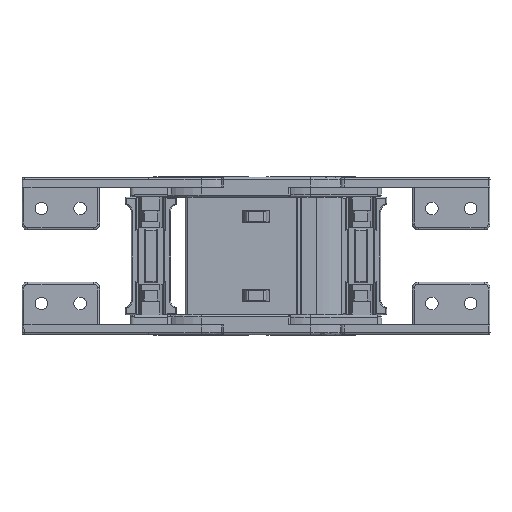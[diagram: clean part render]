
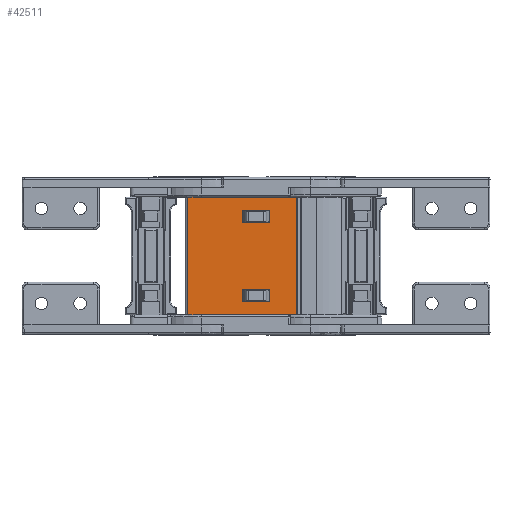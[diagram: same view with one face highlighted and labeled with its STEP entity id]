
A CAD part, front view. The second image highlights one B-rep face of the part: STEP entity #42511.
In plain terms, the highlighted planar face has unit normal (0, -1, 0).
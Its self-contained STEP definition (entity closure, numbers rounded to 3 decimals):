
#1562 = VERTEX_POINT ( 'NONE', #54864 ) ;
#1991 = DIRECTION ( 'NONE',  ( 0., 1., 0. ) ) ;
#3004 = DIRECTION ( 'NONE',  ( 0., 0., -1. ) ) ;
#3537 = CARTESIAN_POINT ( 'NONE',  ( -41.033, 71.004, -19.116 ) ) ;
#3622 = ORIENTED_EDGE ( 'NONE', *, *, #29303, .F. ) ;
#3818 = VECTOR ( 'NONE', #61003, 1000. ) ;
#4330 = CARTESIAN_POINT ( 'NONE',  ( -27.033, 71.004, 15.584 ) ) ;
#5087 = EDGE_CURVE ( 'NONE', #11285, #101273, #29538, .T. ) ;
#5865 = VERTEX_POINT ( 'NONE', #73934 ) ;
#8366 = CARTESIAN_POINT ( 'NONE',  ( -27.033, 71.004, -25.416 ) ) ;
#8885 = AXIS2_PLACEMENT_3D ( 'NONE', #33162, #1991, #3004 ) ;
#9099 = VECTOR ( 'NONE', #97734, 1000. ) ;
#9963 = CARTESIAN_POINT ( 'NONE',  ( -69.013, 71.004, 28.634 ) ) ;
#10395 = CARTESIAN_POINT ( 'NONE',  ( -41.033, 71.004, 15.584 ) ) ;
#11285 = VERTEX_POINT ( 'NONE', #30579 ) ;
#11566 = EDGE_CURVE ( 'NONE', #5865, #51546, #59272, .T. ) ;
#13027 = EDGE_CURVE ( 'NONE', #82279, #57972, #47036, .T. ) ;
#13177 = VERTEX_POINT ( 'NONE', #83971 ) ;
#13454 = ORIENTED_EDGE ( 'NONE', *, *, #100397, .T. ) ;
#15292 = DIRECTION ( 'NONE',  ( 0., 0., -1. ) ) ;
#15705 = LINE ( 'NONE', #33176, #99043 ) ;
#17813 = CARTESIAN_POINT ( 'NONE',  ( -69.013, 71.004, 169.953 ) ) ;
#17945 = LINE ( 'NONE', #87961, #74366 ) ;
#18060 = ORIENTED_EDGE ( 'NONE', *, *, #28135, .T. ) ;
#18249 = CARTESIAN_POINT ( 'NONE',  ( -41.033, 71.004, 21.884 ) ) ;
#18493 = DIRECTION ( 'NONE',  ( 0., 0., -1. ) ) ;
#21508 = EDGE_CURVE ( 'NONE', #98355, #11285, #36749, .T. ) ;
#22582 = CARTESIAN_POINT ( 'NONE',  ( -41.033, 71.004, 15.584 ) ) ;
#23512 = FACE_BOUND ( 'NONE', #86895, .T. ) ;
#24561 = DIRECTION ( 'NONE',  ( 1., 0., 0. ) ) ;
#25191 = EDGE_CURVE ( 'NONE', #28877, #83590, #17945, .T. ) ;
#28135 = EDGE_CURVE ( 'NONE', #1562, #82279, #44655, .T. ) ;
#28877 = VERTEX_POINT ( 'NONE', #54881 ) ;
#29303 = EDGE_CURVE ( 'NONE', #5865, #28877, #54280, .T. ) ;
#29538 = LINE ( 'NONE', #77124, #3818 ) ;
#30389 = LINE ( 'NONE', #3537, #48858 ) ;
#30579 = CARTESIAN_POINT ( 'NONE',  ( -41.033, 71.004, -25.416 ) ) ;
#31789 = ORIENTED_EDGE ( 'NONE', *, *, #5087, .F. ) ;
#32096 = CARTESIAN_POINT ( 'NONE',  ( -41.033, 71.004, 21.884 ) ) ;
#33162 = CARTESIAN_POINT ( 'NONE',  ( -44.033, 71.004, 88.334 ) ) ;
#33176 = CARTESIAN_POINT ( 'NONE',  ( -27.033, 71.004, -19.116 ) ) ;
#33595 = ORIENTED_EDGE ( 'NONE', *, *, #84665, .T. ) ;
#35931 = LINE ( 'NONE', #56499, #75202 ) ;
#36749 = LINE ( 'NONE', #61504, #94388 ) ;
#38654 = DIRECTION ( 'NONE',  ( 0., 0., -1. ) ) ;
#40532 = CARTESIAN_POINT ( 'NONE',  ( -41.033, 71.004, -19.116 ) ) ;
#42511 = ADVANCED_FACE ( 'NONE', ( #84914, #23512, #46866 ), #81492, .F. ) ;
#43484 = EDGE_LOOP ( 'NONE', ( #59169, #79956, #3622, #89301 ) ) ;
#44189 = CARTESIAN_POINT ( 'NONE',  ( -12.813, 71.004, 169.953 ) ) ;
#44655 = LINE ( 'NONE', #4330, #94878 ) ;
#45519 = EDGE_LOOP ( 'NONE', ( #53650, #93028, #31789, #96738 ) ) ;
#45939 = EDGE_CURVE ( 'NONE', #13177, #98355, #30389, .T. ) ;
#46543 = LINE ( 'NONE', #32096, #50093 ) ;
#46866 = FACE_BOUND ( 'NONE', #45519, .T. ) ;
#47036 = LINE ( 'NONE', #10395, #54295 ) ;
#48858 = VECTOR ( 'NONE', #73483, 1000. ) ;
#50093 = VECTOR ( 'NONE', #24561, 1000. ) ;
#51546 = VERTEX_POINT ( 'NONE', #9963 ) ;
#52937 = LINE ( 'NONE', #17813, #55428 ) ;
#53650 = ORIENTED_EDGE ( 'NONE', *, *, #45939, .F. ) ;
#54280 = LINE ( 'NONE', #44189, #55554 ) ;
#54295 = VECTOR ( 'NONE', #88846, 1000. ) ;
#54864 = CARTESIAN_POINT ( 'NONE',  ( -27.033, 71.004, 21.884 ) ) ;
#54881 = CARTESIAN_POINT ( 'NONE',  ( -12.813, 71.004, -32.166 ) ) ;
#55428 = VECTOR ( 'NONE', #18493, 1000. ) ;
#55554 = VECTOR ( 'NONE', #38654, 1000. ) ;
#56499 = CARTESIAN_POINT ( 'NONE',  ( -41.033, 71.004, 15.584 ) ) ;
#57972 = VERTEX_POINT ( 'NONE', #22582 ) ;
#59169 = ORIENTED_EDGE ( 'NONE', *, *, #77466, .T. ) ;
#59272 = LINE ( 'NONE', #73772, #9099 ) ;
#61003 = DIRECTION ( 'NONE',  ( 1., 0., 0. ) ) ;
#61504 = CARTESIAN_POINT ( 'NONE',  ( -41.033, 71.004, -19.116 ) ) ;
#64281 = CARTESIAN_POINT ( 'NONE',  ( -69.013, 71.004, -32.166 ) ) ;
#64714 = DIRECTION ( 'NONE',  ( 0., 0., 1. ) ) ;
#65321 = DIRECTION ( 'NONE',  ( -1., 0., 0. ) ) ;
#67580 = VERTEX_POINT ( 'NONE', #18249 ) ;
#71970 = ORIENTED_EDGE ( 'NONE', *, *, #13027, .T. ) ;
#73483 = DIRECTION ( 'NONE',  ( -1., 0., 0. ) ) ;
#73772 = CARTESIAN_POINT ( 'NONE',  ( -44.033, 71.004, 28.634 ) ) ;
#73934 = CARTESIAN_POINT ( 'NONE',  ( -12.813, 71.004, 28.634 ) ) ;
#74366 = VECTOR ( 'NONE', #65321, 1000. ) ;
#75202 = VECTOR ( 'NONE', #95883, 1000. ) ;
#77124 = CARTESIAN_POINT ( 'NONE',  ( -41.033, 71.004, -25.416 ) ) ;
#77466 = EDGE_CURVE ( 'NONE', #51546, #83590, #52937, .T. ) ;
#79956 = ORIENTED_EDGE ( 'NONE', *, *, #25191, .F. ) ;
#80730 = EDGE_CURVE ( 'NONE', #101273, #13177, #15705, .T. ) ;
#81492 = PLANE ( 'NONE',  #8885 ) ;
#82279 = VERTEX_POINT ( 'NONE', #96583 ) ;
#83590 = VERTEX_POINT ( 'NONE', #64281 ) ;
#83971 = CARTESIAN_POINT ( 'NONE',  ( -27.033, 71.004, -19.116 ) ) ;
#84665 = EDGE_CURVE ( 'NONE', #67580, #1562, #46543, .T. ) ;
#84914 = FACE_OUTER_BOUND ( 'NONE', #43484, .T. ) ;
#86895 = EDGE_LOOP ( 'NONE', ( #71970, #13454, #33595, #18060 ) ) ;
#87961 = CARTESIAN_POINT ( 'NONE',  ( -44.033, 71.004, -32.166 ) ) ;
#88846 = DIRECTION ( 'NONE',  ( -1., 0., 0. ) ) ;
#89301 = ORIENTED_EDGE ( 'NONE', *, *, #11566, .T. ) ;
#91372 = DIRECTION ( 'NONE',  ( 0., 0., -1. ) ) ;
#93028 = ORIENTED_EDGE ( 'NONE', *, *, #80730, .F. ) ;
#94388 = VECTOR ( 'NONE', #15292, 1000. ) ;
#94878 = VECTOR ( 'NONE', #91372, 1000. ) ;
#95883 = DIRECTION ( 'NONE',  ( 0., 0., 1. ) ) ;
#96583 = CARTESIAN_POINT ( 'NONE',  ( -27.033, 71.004, 15.584 ) ) ;
#96738 = ORIENTED_EDGE ( 'NONE', *, *, #21508, .F. ) ;
#97734 = DIRECTION ( 'NONE',  ( -1., 0., 0. ) ) ;
#98355 = VERTEX_POINT ( 'NONE', #40532 ) ;
#99043 = VECTOR ( 'NONE', #64714, 1000. ) ;
#100397 = EDGE_CURVE ( 'NONE', #57972, #67580, #35931, .T. ) ;
#101273 = VERTEX_POINT ( 'NONE', #8366 ) ;
